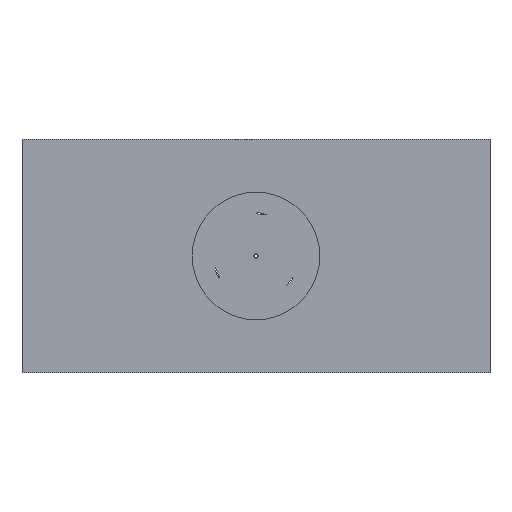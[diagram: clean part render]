
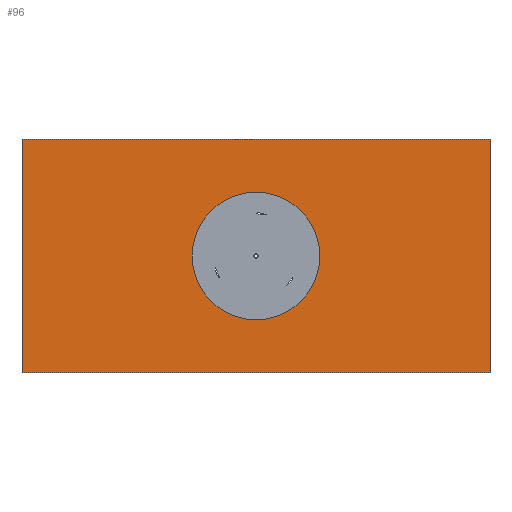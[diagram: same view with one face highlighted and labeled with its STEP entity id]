
A CAD part, top view. The second image highlights one B-rep face of the part: STEP entity #96.
In plain terms, the highlighted planar face has unit normal (0, 0, 1).
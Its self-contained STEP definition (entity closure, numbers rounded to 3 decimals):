
#24=FACE_BOUND('',#35,.T.);
#29=CIRCLE('',#118,60.);
#32=FACE_OUTER_BOUND('',#34,.T.);
#34=EDGE_LOOP('',(#81,#82,#83,#84));
#35=EDGE_LOOP('',(#85));
#41=LINE('',#157,#48);
#42=LINE('',#159,#49);
#43=LINE('',#161,#50);
#44=LINE('',#162,#51);
#48=VECTOR('',#132,10.);
#49=VECTOR('',#133,10.);
#50=VECTOR('',#134,10.);
#51=VECTOR('',#135,10.);
#55=VERTEX_POINT('',#155);
#56=VERTEX_POINT('',#156);
#57=VERTEX_POINT('',#158);
#58=VERTEX_POINT('',#160);
#59=VERTEX_POINT('',#163);
#68=EDGE_CURVE('',#55,#56,#41,.T.);
#69=EDGE_CURVE('',#56,#57,#42,.T.);
#70=EDGE_CURVE('',#57,#58,#43,.T.);
#71=EDGE_CURVE('',#58,#55,#44,.T.);
#72=EDGE_CURVE('',#59,#59,#29,.T.);
#81=ORIENTED_EDGE('',*,*,#68,.T.);
#82=ORIENTED_EDGE('',*,*,#69,.T.);
#83=ORIENTED_EDGE('',*,*,#70,.T.);
#84=ORIENTED_EDGE('',*,*,#71,.T.);
#85=ORIENTED_EDGE('',*,*,#72,.T.);
#94=PLANE('',#117);
#96=ADVANCED_FACE('',(#32,#24),#94,.T.);
#117=AXIS2_PLACEMENT_3D('',#154,#130,#131);
#118=AXIS2_PLACEMENT_3D('',#164,#136,#137);
#130=DIRECTION('center_axis',(0.,0.,1.));
#131=DIRECTION('ref_axis',(1.,0.,0.));
#132=DIRECTION('',(0.,1.,0.));
#133=DIRECTION('',(-1.,0.,0.));
#134=DIRECTION('',(0.,-1.,0.));
#135=DIRECTION('',(1.,0.,0.));
#136=DIRECTION('center_axis',(0.,0.,-1.));
#137=DIRECTION('ref_axis',(1.,0.,0.));
#154=CARTESIAN_POINT('Origin',(0.,-40.,0.));
#155=CARTESIAN_POINT('',(220.,-150.,0.));
#156=CARTESIAN_POINT('',(220.,70.,0.));
#157=CARTESIAN_POINT('',(220.,-150.,0.));
#158=CARTESIAN_POINT('',(-220.,70.,0.));
#159=CARTESIAN_POINT('',(220.,70.,0.));
#160=CARTESIAN_POINT('',(-220.,-150.,0.));
#161=CARTESIAN_POINT('',(-220.,70.,0.));
#162=CARTESIAN_POINT('',(-220.,-150.,0.));
#163=CARTESIAN_POINT('',(-60.,-40.,0.));
#164=CARTESIAN_POINT('Origin',(0.,-40.,0.));
